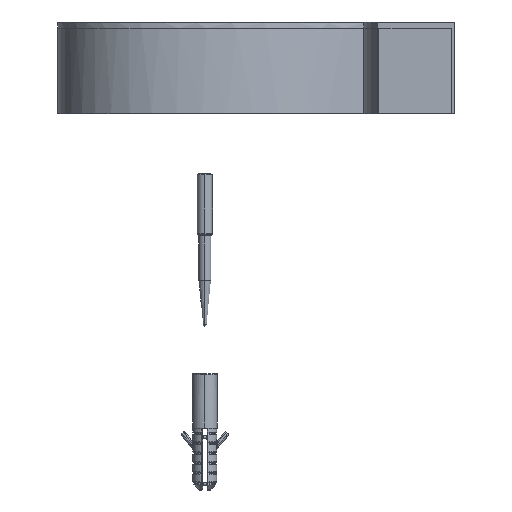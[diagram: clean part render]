
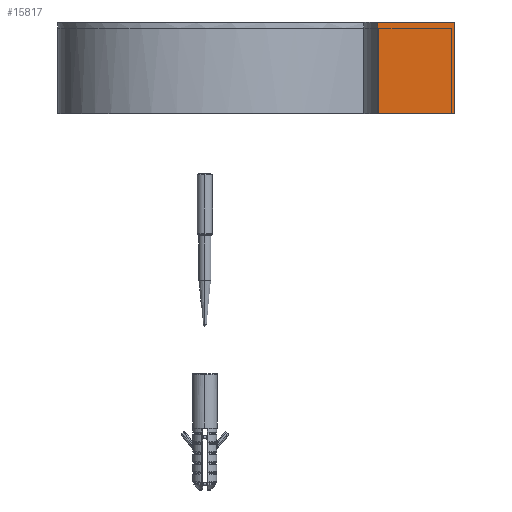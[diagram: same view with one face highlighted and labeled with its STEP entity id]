
A CAD part, front view. The second image highlights one B-rep face of the part: STEP entity #15817.
In plain terms, the highlighted planar face has unit normal (0, -1, 0).
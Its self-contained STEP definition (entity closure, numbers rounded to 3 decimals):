
#1295 = DIRECTION ( 'NONE',  ( -1., 0., 0. ) ) ;
#2898 = EDGE_CURVE ( 'NONE', #13469, #4371, #7551, .T. ) ;
#3253 = VERTEX_POINT ( 'NONE', #6616 ) ;
#3409 = LINE ( 'NONE', #24625, #23231 ) ;
#3806 = DIRECTION ( 'NONE',  ( 0., 0., -1. ) ) ;
#4371 = VERTEX_POINT ( 'NONE', #7791 ) ;
#4455 = EDGE_CURVE ( 'NONE', #23327, #13469, #18138, .T. ) ;
#5907 = DIRECTION ( 'NONE',  ( -1., 0., 0. ) ) ;
#6586 = ORIENTED_EDGE ( 'NONE', *, *, #8341, .T. ) ;
#6616 = CARTESIAN_POINT ( 'NONE',  ( 81.457, 3.181, 1.75 ) ) ;
#7551 = LINE ( 'NONE', #11203, #14124 ) ;
#7791 = CARTESIAN_POINT ( 'NONE',  ( 56.457, 3.181, 0. ) ) ;
#8341 = EDGE_CURVE ( 'NONE', #22136, #4371, #15247, .T. ) ;
#8347 = CARTESIAN_POINT ( 'NONE',  ( 56.457, 3.181, 2. ) ) ;
#11203 = CARTESIAN_POINT ( 'NONE',  ( 56.457, 3.181, -28. ) ) ;
#11892 = VECTOR ( 'NONE', #1295, 1000. ) ;
#11995 = LINE ( 'NONE', #16058, #21512 ) ;
#12444 = CARTESIAN_POINT ( 'NONE',  ( 81.457, 3.181, -28. ) ) ;
#12960 = EDGE_CURVE ( 'NONE', #3253, #23327, #11995, .T. ) ;
#13220 = DIRECTION ( 'NONE',  ( 0., 0., -1. ) ) ;
#13223 = ORIENTED_EDGE ( 'NONE', *, *, #12960, .F. ) ;
#13310 = EDGE_LOOP ( 'NONE', ( #13223, #19505, #6586, #21938, #14159 ) ) ;
#13313 = PLANE ( 'NONE',  #19466 ) ;
#13469 = VERTEX_POINT ( 'NONE', #23306 ) ;
#13859 = DIRECTION ( 'NONE',  ( 0., 0., 1. ) ) ;
#14124 = VECTOR ( 'NONE', #13859, 1000. ) ;
#14159 = ORIENTED_EDGE ( 'NONE', *, *, #4455, .F. ) ;
#15247 = LINE ( 'NONE', #8347, #29614 ) ;
#15817 = ADVANCED_FACE ( 'NONE', ( #29358 ), #13313, .T. ) ;
#16058 = CARTESIAN_POINT ( 'NONE',  ( 81.457, 3.181, 2. ) ) ;
#16422 = CARTESIAN_POINT ( 'NONE',  ( 56.457, 3.181, 1.75 ) ) ;
#17616 = CARTESIAN_POINT ( 'NONE',  ( 0., 3.181, -28. ) ) ;
#17850 = DIRECTION ( 'NONE',  ( 0., -1., 0. ) ) ;
#18138 = LINE ( 'NONE', #17616, #11892 ) ;
#19466 = AXIS2_PLACEMENT_3D ( 'NONE', #29700, #17850, #13220 ) ;
#19505 = ORIENTED_EDGE ( 'NONE', *, *, #19637, .T. ) ;
#19637 = EDGE_CURVE ( 'NONE', #3253, #22136, #3409, .T. ) ;
#21512 = VECTOR ( 'NONE', #27098, 1000. ) ;
#21938 = ORIENTED_EDGE ( 'NONE', *, *, #2898, .F. ) ;
#22136 = VERTEX_POINT ( 'NONE', #16422 ) ;
#23231 = VECTOR ( 'NONE', #5907, 1000. ) ;
#23306 = CARTESIAN_POINT ( 'NONE',  ( 56.457, 3.181, -28. ) ) ;
#23327 = VERTEX_POINT ( 'NONE', #12444 ) ;
#24625 = CARTESIAN_POINT ( 'NONE',  ( 0., 3.181, 1.75 ) ) ;
#27098 = DIRECTION ( 'NONE',  ( 0., 0., -1. ) ) ;
#29358 = FACE_OUTER_BOUND ( 'NONE', #13310, .T. ) ;
#29614 = VECTOR ( 'NONE', #3806, 1000. ) ;
#29700 = CARTESIAN_POINT ( 'NONE',  ( 0., 3.181, 2. ) ) ;
